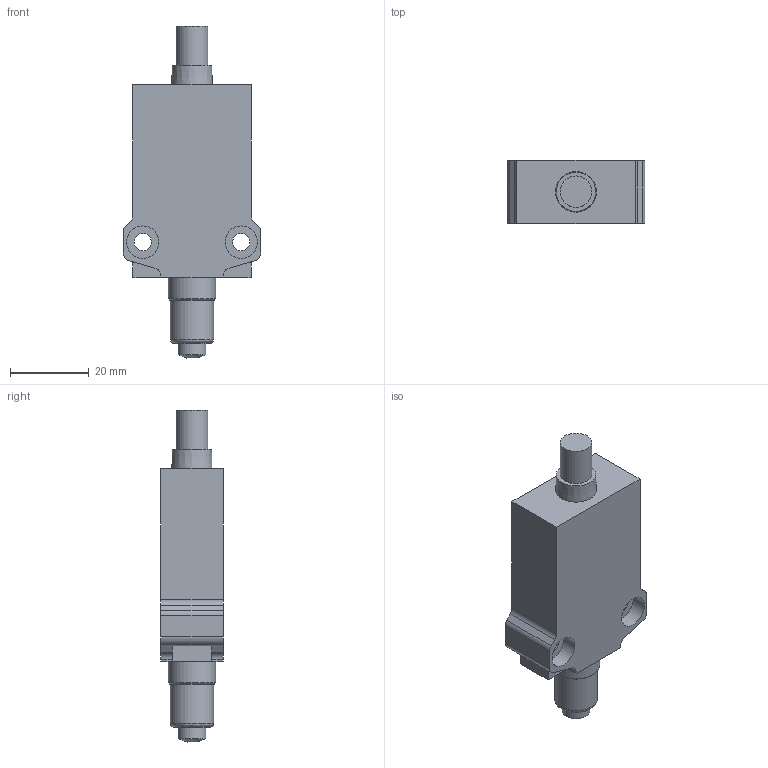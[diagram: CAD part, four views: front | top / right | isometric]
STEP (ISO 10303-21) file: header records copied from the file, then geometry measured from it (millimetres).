
FILE_DESCRIPTION (( 'STEP AP214' ), '1' );
FILE_NAME ('AEM2G1601Z22-3.STEP', '2023-06-27T10:42:41', ( '' ), ( '' ), 'SwSTEP 2.0', 'SolidWorks 2021', '' );
FILE_SCHEMA (( 'AUTOMOTIVE_DESIGN' ));
Length unit declared in the file: inch
Products named in the file (1): AEM2G1601Z22-3
Bounding box: 35 x 16 x 84.33 mm (x, y, z)
Volume: 25416.2 mm3; surface area: 8139.3 mm2
Topology: 1 solids, 6 shells, 81 faces, 178 edges, 120 vertices
Faces by surface type: plane 46, cylinder 27, cone 6, bspline 2
Full cylindrical faces by diameter (mm): 4.4 x2, 5 x1, 7 x2, 7.1 x1, 8 x1, 8.2 x4, 11 x1, 12 x1
Entity records: 2405 total; most frequent: CARTESIAN_POINT 634, DIRECTION 368, ORIENTED_EDGE 312, EDGE_CURVE 156, AXIS2_PLACEMENT_3D 141, VERTEX_POINT 114, EDGE_LOOP 112, FACE_OUTER_BOUND 95
